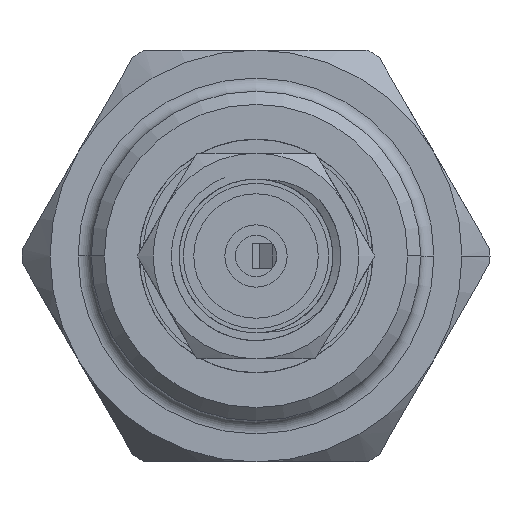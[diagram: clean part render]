
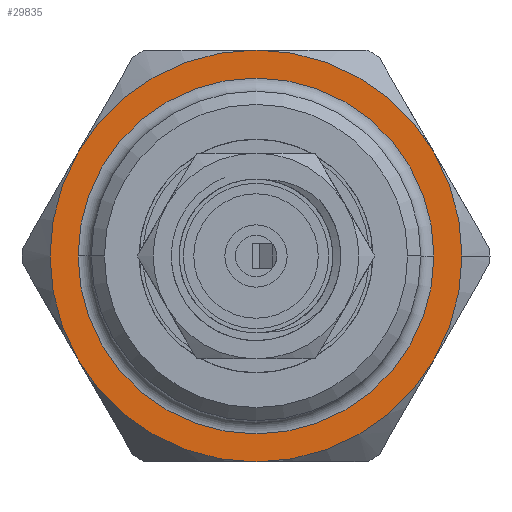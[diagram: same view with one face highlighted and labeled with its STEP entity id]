
A CAD part, left-side view. The second image highlights one B-rep face of the part: STEP entity #29835.
In plain terms, the highlighted face is planar.
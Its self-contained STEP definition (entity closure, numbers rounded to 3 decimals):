
#83 = ORIENTED_EDGE ( 'NONE', *, *, #86844, .T. ) ;
#260 = VERTEX_POINT ( 'NONE', #117159 ) ;
#561 = DIRECTION ( 'NONE',  ( 1., 0., 0. ) ) ;
#4256 = CARTESIAN_POINT ( 'NONE',  ( -13.754, 1.984, 3.437 ) ) ;
#5501 = CIRCLE ( 'NONE', #73070, 3.429 ) ;
#6603 = DIRECTION ( 'NONE',  ( 1., 0., 0. ) ) ;
#7736 = CARTESIAN_POINT ( 'NONE',  ( -13.754, 0., 0. ) ) ;
#7929 = AXIS2_PLACEMENT_3D ( 'NONE', #97028, #115302, #15546 ) ;
#8268 = AXIS2_PLACEMENT_3D ( 'NONE', #23143, #96277, #69074 ) ;
#9170 = ORIENTED_EDGE ( 'NONE', *, *, #19053, .T. ) ;
#9257 = CARTESIAN_POINT ( 'NONE',  ( -13.754, 0., 0. ) ) ;
#10904 = CARTESIAN_POINT ( 'NONE',  ( -13.754, -1.984, 3.437 ) ) ;
#11089 = VERTEX_POINT ( 'NONE', #62604 ) ;
#15463 = CARTESIAN_POINT ( 'NONE',  ( -13.754, 0., -3.429 ) ) ;
#15546 = DIRECTION ( 'NONE',  ( 0., 0., -1. ) ) ;
#16030 = CARTESIAN_POINT ( 'NONE',  ( -13.754, 0., 0. ) ) ;
#18109 = ORIENTED_EDGE ( 'NONE', *, *, #94771, .T. ) ;
#19053 = EDGE_CURVE ( 'NONE', #260, #77221, #5501, .T. ) ;
#23143 = CARTESIAN_POINT ( 'NONE',  ( -13.754, 0., 0. ) ) ;
#24528 = CARTESIAN_POINT ( 'NONE',  ( -13.754, 0., 0. ) ) ;
#24888 = DIRECTION ( 'NONE',  ( 0., 0., -1. ) ) ;
#25641 = DIRECTION ( 'NONE',  ( 0., 0., -1. ) ) ;
#25890 = CIRCLE ( 'NONE', #79695, 3.969 ) ;
#27838 = CIRCLE ( 'NONE', #112814, 3.969 ) ;
#29835 = ADVANCED_FACE ( 'NONE', ( #94287, #88588 ), #79133, .T. ) ;
#31174 = DIRECTION ( 'NONE',  ( -1., 0., 0. ) ) ;
#36328 = DIRECTION ( 'NONE',  ( -1., 0., 0. ) ) ;
#38017 = ORIENTED_EDGE ( 'NONE', *, *, #111373, .T. ) ;
#40491 = DIRECTION ( 'NONE',  ( 1., 0., 0. ) ) ;
#41669 = ORIENTED_EDGE ( 'NONE', *, *, #97413, .T. ) ;
#43005 = VERTEX_POINT ( 'NONE', #10904 ) ;
#45037 = AXIS2_PLACEMENT_3D ( 'NONE', #77324, #40491, #76531 ) ;
#48567 = CIRCLE ( 'NONE', #7929, 3.969 ) ;
#51690 = CARTESIAN_POINT ( 'NONE',  ( -13.754, 1.984, -3.437 ) ) ;
#54248 = EDGE_LOOP ( 'NONE', ( #105015, #9170 ) ) ;
#57611 = AXIS2_PLACEMENT_3D ( 'NONE', #7736, #36328, #25641 ) ;
#60877 = DIRECTION ( 'NONE',  ( 1., 0., 0. ) ) ;
#61710 = CARTESIAN_POINT ( 'NONE',  ( -13.754, 3.175, 0. ) ) ;
#62604 = CARTESIAN_POINT ( 'NONE',  ( -13.754, -3.969, 0. ) ) ;
#65492 = CIRCLE ( 'NONE', #57611, 3.429 ) ;
#65550 = VERTEX_POINT ( 'NONE', #77352 ) ;
#66124 = CARTESIAN_POINT ( 'NONE',  ( -13.754, 3.969, 0. ) ) ;
#66186 = VERTEX_POINT ( 'NONE', #66124 ) ;
#67643 = CIRCLE ( 'NONE', #79390, 3.969 ) ;
#69074 = DIRECTION ( 'NONE',  ( 0., 0., -1. ) ) ;
#71121 = DIRECTION ( 'NONE',  ( 0., 0., -1. ) ) ;
#72893 = EDGE_CURVE ( 'NONE', #65550, #105958, #25890, .T. ) ;
#73070 = AXIS2_PLACEMENT_3D ( 'NONE', #104366, #31174, #110715 ) ;
#76159 = CIRCLE ( 'NONE', #45037, 3.969 ) ;
#76531 = DIRECTION ( 'NONE',  ( 0., 0., -1. ) ) ;
#77221 = VERTEX_POINT ( 'NONE', #15463 ) ;
#77324 = CARTESIAN_POINT ( 'NONE',  ( -13.754, 0., 0. ) ) ;
#77352 = CARTESIAN_POINT ( 'NONE',  ( -13.754, -1.984, -3.437 ) ) ;
#79133 = PLANE ( 'NONE',  #108350 ) ;
#79390 = AXIS2_PLACEMENT_3D ( 'NONE', #9257, #561, #99513 ) ;
#79452 = EDGE_CURVE ( 'NONE', #77221, #260, #65492, .T. ) ;
#79695 = AXIS2_PLACEMENT_3D ( 'NONE', #24528, #60877, #97270 ) ;
#81256 = CIRCLE ( 'NONE', #8268, 3.969 ) ;
#86844 = EDGE_CURVE ( 'NONE', #105958, #100624, #67643, .T. ) ;
#87516 = DIRECTION ( 'NONE',  ( 0., 0., -1. ) ) ;
#87889 = EDGE_CURVE ( 'NONE', #89670, #43005, #76159, .T. ) ;
#88588 = FACE_OUTER_BOUND ( 'NONE', #105462, .T. ) ;
#89670 = VERTEX_POINT ( 'NONE', #4256 ) ;
#89964 = EDGE_CURVE ( 'NONE', #66186, #89670, #103022, .T. ) ;
#91611 = ORIENTED_EDGE ( 'NONE', *, *, #72893, .T. ) ;
#94287 = FACE_BOUND ( 'NONE', #54248, .T. ) ;
#94771 = EDGE_CURVE ( 'NONE', #43005, #11089, #48567, .T. ) ;
#96277 = DIRECTION ( 'NONE',  ( 1., 0., 0. ) ) ;
#96823 = CARTESIAN_POINT ( 'NONE',  ( -13.754, 0., -3.969 ) ) ;
#97028 = CARTESIAN_POINT ( 'NONE',  ( -13.754, 0., 0. ) ) ;
#97270 = DIRECTION ( 'NONE',  ( 0., 0., -1. ) ) ;
#97413 = EDGE_CURVE ( 'NONE', #11089, #65550, #81256, .T. ) ;
#99513 = DIRECTION ( 'NONE',  ( 0., 0., -1. ) ) ;
#100624 = VERTEX_POINT ( 'NONE', #51690 ) ;
#101273 = ORIENTED_EDGE ( 'NONE', *, *, #87889, .T. ) ;
#103022 = CIRCLE ( 'NONE', #117993, 3.969 ) ;
#104366 = CARTESIAN_POINT ( 'NONE',  ( -13.754, 0., 0. ) ) ;
#105015 = ORIENTED_EDGE ( 'NONE', *, *, #79452, .T. ) ;
#105462 = EDGE_LOOP ( 'NONE', ( #91611, #83, #38017, #108144, #101273, #18109, #41669 ) ) ;
#105958 = VERTEX_POINT ( 'NONE', #96823 ) ;
#106415 = CARTESIAN_POINT ( 'NONE',  ( -13.754, 0., 0. ) ) ;
#107466 = DIRECTION ( 'NONE',  ( 1., 0., 0. ) ) ;
#107647 = DIRECTION ( 'NONE',  ( 1., 0., 0. ) ) ;
#108144 = ORIENTED_EDGE ( 'NONE', *, *, #89964, .T. ) ;
#108350 = AXIS2_PLACEMENT_3D ( 'NONE', #61710, #107647, #87516 ) ;
#110715 = DIRECTION ( 'NONE',  ( 0., 0., -1. ) ) ;
#111373 = EDGE_CURVE ( 'NONE', #100624, #66186, #27838, .T. ) ;
#112814 = AXIS2_PLACEMENT_3D ( 'NONE', #106415, #6603, #24888 ) ;
#115302 = DIRECTION ( 'NONE',  ( 1., 0., 0. ) ) ;
#117159 = CARTESIAN_POINT ( 'NONE',  ( -13.754, 0., 3.429 ) ) ;
#117993 = AXIS2_PLACEMENT_3D ( 'NONE', #16030, #107466, #71121 ) ;
